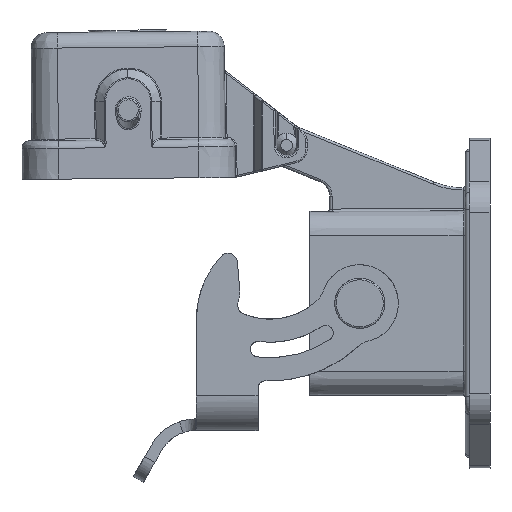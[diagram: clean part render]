
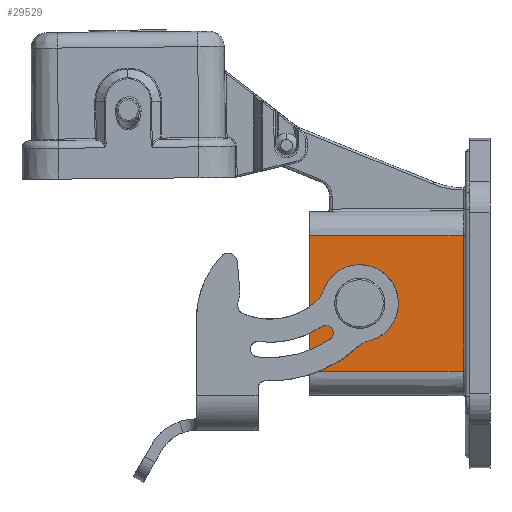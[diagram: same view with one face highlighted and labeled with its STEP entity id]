
A CAD part, left-side view. The second image highlights one B-rep face of the part: STEP entity #29529.
In plain terms, the highlighted planar face has unit normal (-1, 0.004, 0).
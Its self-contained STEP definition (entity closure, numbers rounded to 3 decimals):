
#195 = CARTESIAN_POINT ( 'NONE',  ( -11.948, 14.761, 2.154 ) ) ;
#196 = CARTESIAN_POINT ( 'NONE',  ( -11.948, 14.761, 1.17 ) ) ;
#197 = CARTESIAN_POINT ( 'NONE',  ( -11.948, 14.761, -1.17 ) ) ;
#198 = CARTESIAN_POINT ( 'NONE',  ( -11.948, 14.761, -2.154 ) ) ;
#233 = CARTESIAN_POINT ( 'NONE',  ( -11.992, 2.299, 8.8 ) ) ;
#235 = CARTESIAN_POINT ( 'NONE',  ( -11.992, 2.299, -8.8 ) ) ;
#265 = CARTESIAN_POINT ( 'NONE',  ( -11.923, 22.2, -8.8 ) ) ;
#266 = CARTESIAN_POINT ( 'NONE',  ( -11.923, 22.2, 8.8 ) ) ;
#2765 = CARTESIAN_POINT ( 'NONE',  ( -11.948, 14.761, -1.17 ) ) ;
#2766 = CARTESIAN_POINT ( 'NONE',  ( -11.948, 14.987, -1.35 ) ) ;
#2767 = CARTESIAN_POINT ( 'NONE',  ( -11.947, 15.242, -1.457 ) ) ;
#2768 = CARTESIAN_POINT ( 'NONE',  ( -11.945, 15.815, -1.523 ) ) ;
#2769 = CARTESIAN_POINT ( 'NONE',  ( -11.944, 16.089, -1.477 ) ) ;
#2770 = CARTESIAN_POINT ( 'NONE',  ( -11.942, 16.609, -1.228 ) ) ;
#2771 = CARTESIAN_POINT ( 'NONE',  ( -11.941, 16.816, -1.043 ) ) ;
#2772 = CARTESIAN_POINT ( 'NONE',  ( -11.94, 17.123, -0.555 ) ) ;
#2773 = CARTESIAN_POINT ( 'NONE',  ( -11.94, 17.2, -0.288 ) ) ;
#2774 = CARTESIAN_POINT ( 'NONE',  ( -11.94, 17.2, 0.288 ) ) ;
#2775 = CARTESIAN_POINT ( 'NONE',  ( -11.94, 17.123, 0.555 ) ) ;
#2776 = CARTESIAN_POINT ( 'NONE',  ( -11.941, 16.816, 1.043 ) ) ;
#2777 = CARTESIAN_POINT ( 'NONE',  ( -11.942, 16.609, 1.228 ) ) ;
#2778 = CARTESIAN_POINT ( 'NONE',  ( -11.944, 16.089, 1.477 ) ) ;
#2779 = CARTESIAN_POINT ( 'NONE',  ( -11.945, 15.814, 1.523 ) ) ;
#2780 = CARTESIAN_POINT ( 'NONE',  ( -11.947, 15.243, 1.457 ) ) ;
#2781 = CARTESIAN_POINT ( 'NONE',  ( -11.948, 14.987, 1.351 ) ) ;
#2782 = CARTESIAN_POINT ( 'NONE',  ( -11.948, 14.761, 1.17 ) ) ;
#5938 = LINE ( 'NONE', #5939, #28146 ) ;
#5939 = CARTESIAN_POINT ( 'NONE',  ( -11.992, 2.299, 0. ) ) ;
#5940 = DIRECTION ( 'NONE',  ( 0., 0., 1. ) ) ;
#6570 = LINE ( 'NONE', #6571, #21665 ) ;
#6571 = CARTESIAN_POINT ( 'NONE',  ( -12., 0., -8.8 ) ) ;
#6572 = DIRECTION ( 'NONE',  ( -0.003, -1., 0. ) ) ;
#6605 = LINE ( 'NONE', #6606, #21677 ) ;
#6606 = CARTESIAN_POINT ( 'NONE',  ( -1753.846, -499000., 8.8 ) ) ;
#6607 = DIRECTION ( 'NONE',  ( -0.003, -1., 0. ) ) ;
#6614 = LINE ( 'NONE', #6615, #21684 ) ;
#6615 = CARTESIAN_POINT ( 'NONE',  ( -11.923, 22.2, 0. ) ) ;
#6616 = DIRECTION ( 'NONE',  ( 0., 0., 1. ) ) ;
#7948 = PLANE ( 'NONE',  #17456 ) ;
#7949 = CARTESIAN_POINT ( 'NONE',  ( -12., 0., 0. ) ) ;
#7950 = DIRECTION ( 'NONE',  ( -1., 0.003, 0. ) ) ;
#7951 = DIRECTION ( 'NONE',  ( -0.003, -1., 0. ) ) ;
#11657 = ORIENTED_EDGE ( 'NONE', *, *, #21347, .T. ) ;
#11658 = ORIENTED_EDGE ( 'NONE', *, *, #20907, .T. ) ;
#11659 = ORIENTED_EDGE ( 'NONE', *, *, #20901, .T. ) ;
#11660 = ORIENTED_EDGE ( 'NONE', *, *, #29222, .F. ) ;
#11661 = ORIENTED_EDGE ( 'NONE', *, *, #20894, .T. ) ;
#11662 = ORIENTED_EDGE ( 'NONE', *, *, #29219, .F. ) ;
#11663 = ORIENTED_EDGE ( 'NONE', *, *, #29102, .T. ) ;
#11665 = ORIENTED_EDGE ( 'NONE', *, *, #29213, .T. ) ;
#12076 = EDGE_LOOP ( 'NONE', ( #11658, #11659, #11657, #11661 ) ) ;
#12468 = EDGE_LOOP ( 'NONE', ( #11665, #11663, #11662, #11660 ) ) ;
#17449 = FACE_BOUND ( 'NONE', #12076, .T. ) ;
#17454 = FACE_OUTER_BOUND ( 'NONE', #12468, .T. ) ;
#17456 = AXIS2_PLACEMENT_3D ( 'NONE', #7949, #7950, #7951 ) ;
#20894 = EDGE_CURVE ( 'NONE', #26207, #26206, #22469, .T. ) ;
#20901 = EDGE_CURVE ( 'NONE', #26209, #26208, #22527, .T. ) ;
#20907 = EDGE_CURVE ( 'NONE', #26206, #26209, #28945, .T. ) ;
#21347 = EDGE_CURVE ( 'NONE', #26208, #26207, #22183, .T. ) ;
#21665 = VECTOR ( 'NONE', #6572, 1000. ) ;
#21677 = VECTOR ( 'NONE', #6607, 1000. ) ;
#21684 = VECTOR ( 'NONE', #6616, 1000. ) ;
#22183 = B_SPLINE_CURVE_WITH_KNOTS ( 'NONE', 3,
 ( #2765, #2766, #2767, #2768, #2769, #2770, #2771, #2772, #2773, #2774, #2775, #2776, #2777, #2778, #2779, #2780, #2781, #2782 ),
 .UNSPECIFIED., .F., .F.,
 ( 4, 2, 2, 2, 2, 2, 2, 2, 4 ),
 ( 0., 0.125, 0.25, 0.375, 0.5, 0.625, 0.75, 0.875, 1. ),
 .UNSPECIFIED. ) ;
#22469 = LINE ( 'NONE', #22470, #32451 ) ;
#22470 = CARTESIAN_POINT ( 'NONE',  ( -11.948, 14.761, -0.939 ) ) ;
#22471 = DIRECTION ( 'NONE',  ( 0., 0., 1. ) ) ;
#22527 = LINE ( 'NONE', #22528, #32443 ) ;
#22528 = CARTESIAN_POINT ( 'NONE',  ( -11.948, 14.761, -0.939 ) ) ;
#22529 = DIRECTION ( 'NONE',  ( 0., 0., 1. ) ) ;
#22548 = CARTESIAN_POINT ( 'NONE',  ( -11.948, 14.761, 2.154 ) ) ;
#22549 = CARTESIAN_POINT ( 'NONE',  ( -11.95, 14.332, 1.967 ) ) ;
#22550 = CARTESIAN_POINT ( 'NONE',  ( -11.951, 13.99, 1.678 ) ) ;
#22551 = CARTESIAN_POINT ( 'NONE',  ( -11.953, 13.478, 0.898 ) ) ;
#22552 = CARTESIAN_POINT ( 'NONE',  ( -11.953, 13.35, 0.466 ) ) ;
#22553 = CARTESIAN_POINT ( 'NONE',  ( -11.953, 13.35, -0.233 ) ) ;
#22554 = CARTESIAN_POINT ( 'NONE',  ( -11.953, 13.382, -0.457 ) ) ;
#22555 = CARTESIAN_POINT ( 'NONE',  ( -11.953, 13.51, -0.886 ) ) ;
#22556 = CARTESIAN_POINT ( 'NONE',  ( -11.953, 13.607, -1.093 ) ) ;
#22557 = CARTESIAN_POINT ( 'NONE',  ( -11.951, 13.989, -1.677 ) ) ;
#22558 = CARTESIAN_POINT ( 'NONE',  ( -11.95, 14.331, -1.966 ) ) ;
#22559 = CARTESIAN_POINT ( 'NONE',  ( -11.948, 14.761, -2.154 ) ) ;
#26206 = VERTEX_POINT ( 'NONE', #195 ) ;
#26207 = VERTEX_POINT ( 'NONE', #196 ) ;
#26208 = VERTEX_POINT ( 'NONE', #197 ) ;
#26209 = VERTEX_POINT ( 'NONE', #198 ) ;
#26244 = VERTEX_POINT ( 'NONE', #233 ) ;
#26246 = VERTEX_POINT ( 'NONE', #235 ) ;
#26276 = VERTEX_POINT ( 'NONE', #265 ) ;
#26277 = VERTEX_POINT ( 'NONE', #266 ) ;
#28146 = VECTOR ( 'NONE', #5940, 1000. ) ;
#28945 = B_SPLINE_CURVE_WITH_KNOTS ( 'NONE', 3,
 ( #22548, #22549, #22550, #22551, #22552, #22553, #22554, #22555, #22556, #22557, #22558, #22559 ),
 .UNSPECIFIED., .F., .F.,
 ( 4, 2, 2, 2, 2, 4 ),
 ( 0., 0.25, 0.5, 0.625, 0.75, 1. ),
 .UNSPECIFIED. ) ;
#29102 = EDGE_CURVE ( 'NONE', #26246, #26244, #5938, .T. ) ;
#29213 = EDGE_CURVE ( 'NONE', #26276, #26246, #6570, .T. ) ;
#29219 = EDGE_CURVE ( 'NONE', #26277, #26244, #6605, .T. ) ;
#29222 = EDGE_CURVE ( 'NONE', #26276, #26277, #6614, .T. ) ;
#29529 = ADVANCED_FACE ( 'NONE', ( #17454, #17449 ), #7948, .T. ) ;
#32443 = VECTOR ( 'NONE', #22529, 1000. ) ;
#32451 = VECTOR ( 'NONE', #22471, 1000. ) ;
